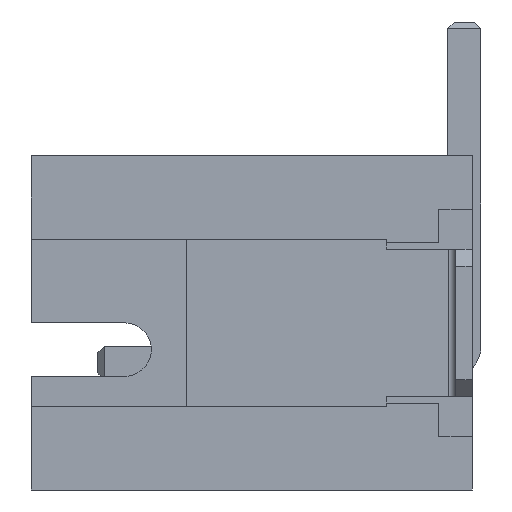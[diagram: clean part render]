
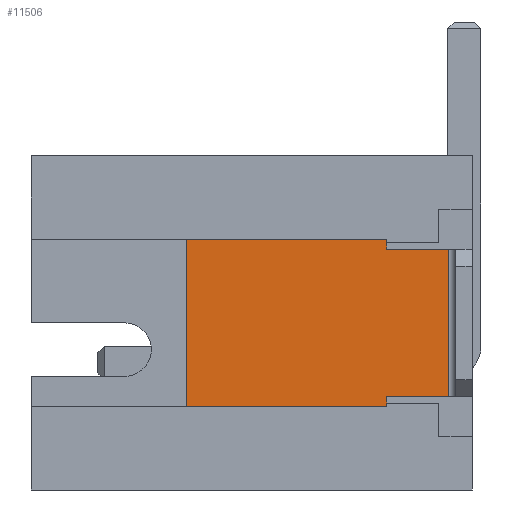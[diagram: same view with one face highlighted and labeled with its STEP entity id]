
A CAD part, left-side view. The second image highlights one B-rep face of the part: STEP entity #11506.
In plain terms, the highlighted planar face has unit normal (-1, 0, 0).
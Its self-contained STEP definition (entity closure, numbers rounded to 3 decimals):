
#149 = CARTESIAN_POINT ( 'NONE',  ( -6.2, -2.02, 1.2 ) ) ;
#544 = CARTESIAN_POINT ( 'NONE',  ( -6.2, -2.95, 1.1 ) ) ;
#560 = VECTOR ( 'NONE', #12351, 1000. ) ;
#811 = AXIS2_PLACEMENT_3D ( 'NONE', #1284, #12071, #11203 ) ;
#1123 = EDGE_CURVE ( 'NONE', #7176, #7148, #1906, .T. ) ;
#1284 = CARTESIAN_POINT ( 'NONE',  ( -6.2, 0., 0. ) ) ;
#1315 = CARTESIAN_POINT ( 'NONE',  ( -6.2, 0.98, -1.85 ) ) ;
#1434 = EDGE_CURVE ( 'NONE', #2717, #11392, #9502, .T. ) ;
#1875 = LINE ( 'NONE', #5855, #3868 ) ;
#1906 = LINE ( 'NONE', #544, #4345 ) ;
#1942 = VECTOR ( 'NONE', #2172, 1000. ) ;
#1971 = CARTESIAN_POINT ( 'NONE',  ( -6.2, -2.02, 1.85 ) ) ;
#2172 = DIRECTION ( 'NONE',  ( 0., 0., -1. ) ) ;
#2372 = CARTESIAN_POINT ( 'NONE',  ( -6.2, -2.02, -1.85 ) ) ;
#2717 = VERTEX_POINT ( 'NONE', #10592 ) ;
#2890 = EDGE_CURVE ( 'NONE', #11392, #10984, #7074, .T. ) ;
#2912 = VECTOR ( 'NONE', #11865, 1000. ) ;
#3293 = CARTESIAN_POINT ( 'NONE',  ( -6.2, -2.02, 1.85 ) ) ;
#3482 = EDGE_CURVE ( 'NONE', #4755, #7331, #8131, .T. ) ;
#3545 = DIRECTION ( 'NONE',  ( 0., 0., -1. ) ) ;
#3868 = VECTOR ( 'NONE', #8694, 1000. ) ;
#4066 = EDGE_CURVE ( 'NONE', #7176, #4755, #1875, .T. ) ;
#4178 = ORIENTED_EDGE ( 'NONE', *, *, #9561, .F. ) ;
#4259 = DIRECTION ( 'NONE',  ( 0., 0., 1. ) ) ;
#4345 = VECTOR ( 'NONE', #12283, 1000. ) ;
#4451 = ORIENTED_EDGE ( 'NONE', *, *, #10248, .F. ) ;
#4608 = ORIENTED_EDGE ( 'NONE', *, *, #8219, .F. ) ;
#4755 = VERTEX_POINT ( 'NONE', #5808 ) ;
#5030 = VERTEX_POINT ( 'NONE', #7067 ) ;
#5121 = CARTESIAN_POINT ( 'NONE',  ( -6.2, 0.98, 1.85 ) ) ;
#5705 = LINE ( 'NONE', #5121, #9174 ) ;
#5808 = CARTESIAN_POINT ( 'NONE',  ( -6.2, -2.02, -1.1 ) ) ;
#5855 = CARTESIAN_POINT ( 'NONE',  ( -6.2, -2.02, -1.1 ) ) ;
#6054 = CARTESIAN_POINT ( 'NONE',  ( -6.2, -2.02, 1.85 ) ) ;
#6083 = DIRECTION ( 'NONE',  ( 0., 0., -1. ) ) ;
#6996 = ORIENTED_EDGE ( 'NONE', *, *, #2890, .F. ) ;
#7067 = CARTESIAN_POINT ( 'NONE',  ( -6.2, -2.02, 1.1 ) ) ;
#7074 = LINE ( 'NONE', #1315, #11827 ) ;
#7114 = LINE ( 'NONE', #3293, #1942 ) ;
#7148 = VERTEX_POINT ( 'NONE', #9410 ) ;
#7176 = VERTEX_POINT ( 'NONE', #7444 ) ;
#7199 = PLANE ( 'NONE',  #811 ) ;
#7252 = ORIENTED_EDGE ( 'NONE', *, *, #10501, .F. ) ;
#7288 = CARTESIAN_POINT ( 'NONE',  ( -6.2, 0.98, 1.85 ) ) ;
#7331 = VERTEX_POINT ( 'NONE', #9773 ) ;
#7444 = CARTESIAN_POINT ( 'NONE',  ( -6.2, -2.95, -1.1 ) ) ;
#7509 = CARTESIAN_POINT ( 'NONE',  ( -6.2, -2.02, 1.1 ) ) ;
#7762 = VERTEX_POINT ( 'NONE', #1971 ) ;
#7924 = VERTEX_POINT ( 'NONE', #149 ) ;
#8025 = VECTOR ( 'NONE', #3545, 1000. ) ;
#8131 = LINE ( 'NONE', #9967, #11503 ) ;
#8219 = EDGE_CURVE ( 'NONE', #5030, #7148, #10973, .T. ) ;
#8548 = LINE ( 'NONE', #6054, #2912 ) ;
#8598 = VECTOR ( 'NONE', #12057, 1000. ) ;
#8694 = DIRECTION ( 'NONE',  ( 0., 1., 0. ) ) ;
#8885 = ORIENTED_EDGE ( 'NONE', *, *, #3482, .F. ) ;
#9073 = CARTESIAN_POINT ( 'NONE',  ( -6.2, 0.98, -1.85 ) ) ;
#9174 = VECTOR ( 'NONE', #10960, 1000. ) ;
#9288 = ORIENTED_EDGE ( 'NONE', *, *, #1123, .T. ) ;
#9351 = CARTESIAN_POINT ( 'NONE',  ( -6.2, -2.02, -1.2 ) ) ;
#9410 = CARTESIAN_POINT ( 'NONE',  ( -6.2, -2.95, 1.1 ) ) ;
#9502 = LINE ( 'NONE', #2372, #8598 ) ;
#9561 = EDGE_CURVE ( 'NONE', #7762, #7924, #8548, .T. ) ;
#9773 = CARTESIAN_POINT ( 'NONE',  ( -6.2, -2.02, -1.2 ) ) ;
#9967 = CARTESIAN_POINT ( 'NONE',  ( -6.2, -2.02, -1.2 ) ) ;
#10248 = EDGE_CURVE ( 'NONE', #7924, #5030, #7114, .T. ) ;
#10269 = ORIENTED_EDGE ( 'NONE', *, *, #12543, .F. ) ;
#10501 = EDGE_CURVE ( 'NONE', #7331, #2717, #10646, .T. ) ;
#10592 = CARTESIAN_POINT ( 'NONE',  ( -6.2, -2.02, -1.85 ) ) ;
#10646 = LINE ( 'NONE', #9351, #8025 ) ;
#10693 = ORIENTED_EDGE ( 'NONE', *, *, #1434, .F. ) ;
#10884 = FACE_OUTER_BOUND ( 'NONE', #11958, .T. ) ;
#10960 = DIRECTION ( 'NONE',  ( 0., -1., 0. ) ) ;
#10973 = LINE ( 'NONE', #7509, #560 ) ;
#10984 = VERTEX_POINT ( 'NONE', #7288 ) ;
#11203 = DIRECTION ( 'NONE',  ( 0., 0., -1. ) ) ;
#11392 = VERTEX_POINT ( 'NONE', #9073 ) ;
#11503 = VECTOR ( 'NONE', #6083, 1000. ) ;
#11506 = ADVANCED_FACE ( 'NONE', ( #10884 ), #7199, .F. ) ;
#11561 = ORIENTED_EDGE ( 'NONE', *, *, #4066, .F. ) ;
#11827 = VECTOR ( 'NONE', #4259, 1000. ) ;
#11865 = DIRECTION ( 'NONE',  ( 0., 0., -1. ) ) ;
#11958 = EDGE_LOOP ( 'NONE', ( #11561, #9288, #4608, #4451, #4178, #10269, #6996, #10693, #7252, #8885 ) ) ;
#12057 = DIRECTION ( 'NONE',  ( 0., 1., 0. ) ) ;
#12071 = DIRECTION ( 'NONE',  ( 1., 0., 0. ) ) ;
#12283 = DIRECTION ( 'NONE',  ( 0., 0., 1. ) ) ;
#12351 = DIRECTION ( 'NONE',  ( 0., -1., 0. ) ) ;
#12543 = EDGE_CURVE ( 'NONE', #10984, #7762, #5705, .T. ) ;
